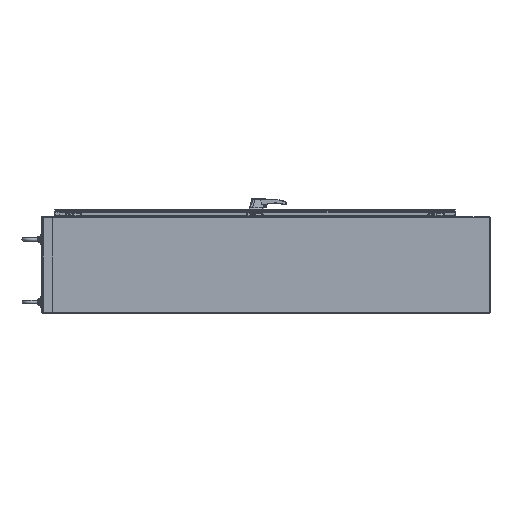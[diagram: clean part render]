
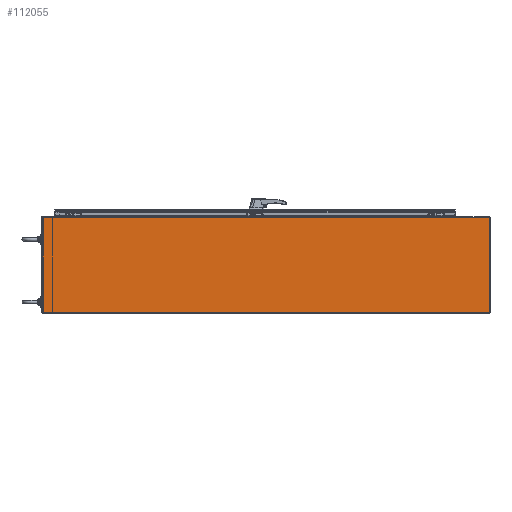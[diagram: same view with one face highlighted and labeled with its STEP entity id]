
A CAD part, left-side view. The second image highlights one B-rep face of the part: STEP entity #112055.
In plain terms, the highlighted planar face has unit normal (-1, 0, 0).
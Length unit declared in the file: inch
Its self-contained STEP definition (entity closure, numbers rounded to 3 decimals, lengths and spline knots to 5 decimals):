
#12939 = VECTOR ( 'NONE', #80765, 39.37008 ) ;
#15896 = ORIENTED_EDGE ( 'NONE', *, *, #144146, .T. ) ;
#20612 = FACE_OUTER_BOUND ( 'NONE', #56662, .T. ) ;
#21790 = AXIS2_PLACEMENT_3D ( 'NONE', #219476, #108222, #238211 ) ;
#26420 = EDGE_CURVE ( 'NONE', #57013, #61723, #128162, .T. ) ;
#37929 = CARTESIAN_POINT ( 'NONE',  ( -0.095, -0.095, 83.935 ) ) ;
#52089 = EDGE_CURVE ( 'NONE', #80908, #133965, #76452, .T. ) ;
#54257 = ORIENTED_EDGE ( 'NONE', *, *, #135416, .T. ) ;
#56662 = EDGE_LOOP ( 'NONE', ( #196466, #54257, #15896, #235329, #66493, #179526, #184603 ) ) ;
#57013 = VERTEX_POINT ( 'NONE', #135672 ) ;
#58583 = CARTESIAN_POINT ( 'NONE',  ( -0.095, -17.982, 83.935 ) ) ;
#59199 = PLANE ( 'NONE',  #169699 ) ;
#60783 = DIRECTION ( 'NONE',  ( 0., 0., -1. ) ) ;
#61723 = VERTEX_POINT ( 'NONE', #58583 ) ;
#61940 = VECTOR ( 'NONE', #240282, 39.37008 ) ;
#62402 = EDGE_CURVE ( 'NONE', #133965, #96714, #77198, .T. ) ;
#62736 = CARTESIAN_POINT ( 'NONE',  ( -0.095, -18.03, 6.715 ) ) ;
#66493 = ORIENTED_EDGE ( 'NONE', *, *, #26420, .F. ) ;
#76452 = LINE ( 'NONE', #130601, #61940 ) ;
#77198 = LINE ( 'NONE', #97349, #202083 ) ;
#77212 = VERTEX_POINT ( 'NONE', #233438 ) ;
#78725 = CARTESIAN_POINT ( 'NONE',  ( -0.095, -0.095, 0. ) ) ;
#80765 = DIRECTION ( 'NONE',  ( 0., 0., 1. ) ) ;
#80908 = VERTEX_POINT ( 'NONE', #62736 ) ;
#82896 = LINE ( 'NONE', #116445, #12939 ) ;
#95815 = DIRECTION ( 'NONE',  ( -1., 0., 0. ) ) ;
#96714 = VERTEX_POINT ( 'NONE', #133004 ) ;
#97349 = CARTESIAN_POINT ( 'NONE',  ( -0.095, -0.095, 0. ) ) ;
#108222 = DIRECTION ( 'NONE',  ( 1., 0., 0. ) ) ;
#112055 = ADVANCED_FACE ( 'NONE', ( #20612 ), #59199, .T. ) ;
#116445 = CARTESIAN_POINT ( 'NONE',  ( -0.095, -17.982, 0. ) ) ;
#127510 = DIRECTION ( 'NONE',  ( 0., 0., 1. ) ) ;
#128162 = LINE ( 'NONE', #202448, #134040 ) ;
#130601 = CARTESIAN_POINT ( 'NONE',  ( -0.095, -18.03, 0. ) ) ;
#133004 = CARTESIAN_POINT ( 'NONE',  ( -0.095, -0.095, 0. ) ) ;
#133621 = VERTEX_POINT ( 'NONE', #234933 ) ;
#133965 = VERTEX_POINT ( 'NONE', #136494 ) ;
#134040 = VECTOR ( 'NONE', #222036, 39.37008 ) ;
#135416 = EDGE_CURVE ( 'NONE', #80908, #77212, #210093, .T. ) ;
#135672 = CARTESIAN_POINT ( 'NONE',  ( -0.095, -0.095, 83.935 ) ) ;
#136494 = CARTESIAN_POINT ( 'NONE',  ( -0.095, -18.03, 0. ) ) ;
#138354 = LINE ( 'NONE', #37929, #234136 ) ;
#144146 = EDGE_CURVE ( 'NONE', #77212, #133621, #207382, .T. ) ;
#149162 = VECTOR ( 'NONE', #231641, 39.37008 ) ;
#169699 = AXIS2_PLACEMENT_3D ( 'NONE', #78725, #95815, #60783 ) ;
#179526 = ORIENTED_EDGE ( 'NONE', *, *, #193284, .F. ) ;
#184603 = ORIENTED_EDGE ( 'NONE', *, *, #62402, .F. ) ;
#193284 = EDGE_CURVE ( 'NONE', #96714, #57013, #138354, .T. ) ;
#194151 = CARTESIAN_POINT ( 'NONE',  ( -0.095, -0.095, 6.715 ) ) ;
#196466 = ORIENTED_EDGE ( 'NONE', *, *, #52089, .F. ) ;
#202083 = VECTOR ( 'NONE', #227312, 39.37008 ) ;
#202448 = CARTESIAN_POINT ( 'NONE',  ( -0.095, -18.03, 83.935 ) ) ;
#207382 = CIRCLE ( 'NONE', #21790, 0.015 ) ;
#209854 = EDGE_CURVE ( 'NONE', #133621, #61723, #82896, .T. ) ;
#210093 = LINE ( 'NONE', #194151, #149162 ) ;
#219476 = CARTESIAN_POINT ( 'NONE',  ( -0.095, -17.982, 6.73 ) ) ;
#222036 = DIRECTION ( 'NONE',  ( 0., -1., 0. ) ) ;
#227312 = DIRECTION ( 'NONE',  ( 0., 1., 0. ) ) ;
#231641 = DIRECTION ( 'NONE',  ( 0., 1., 0. ) ) ;
#233438 = CARTESIAN_POINT ( 'NONE',  ( -0.095, -17.982, 6.715 ) ) ;
#234136 = VECTOR ( 'NONE', #127510, 39.37008 ) ;
#234933 = CARTESIAN_POINT ( 'NONE',  ( -0.095, -17.982, 6.745 ) ) ;
#235329 = ORIENTED_EDGE ( 'NONE', *, *, #209854, .T. ) ;
#238211 = DIRECTION ( 'NONE',  ( 0., 0., -1. ) ) ;
#240282 = DIRECTION ( 'NONE',  ( 0., 0., -1. ) ) ;
